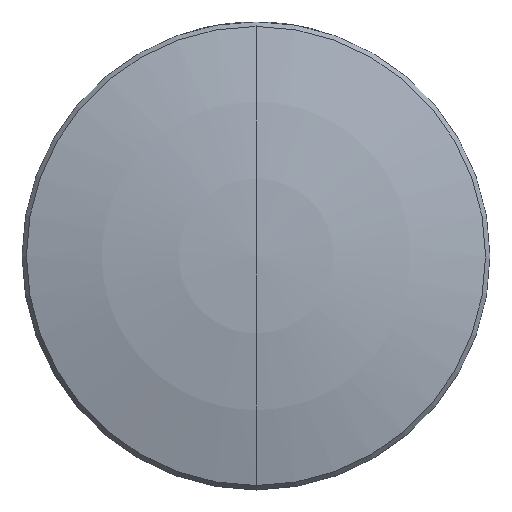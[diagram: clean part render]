
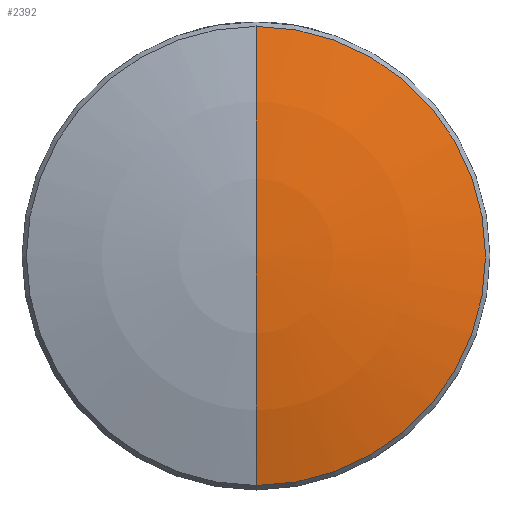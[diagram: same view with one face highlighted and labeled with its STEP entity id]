
A CAD part, top view. The second image highlights one B-rep face of the part: STEP entity #2392.
In plain terms, the highlighted toroidal (fillet/blend) face has major radius 0.028 mm and minor radius 46 mm.
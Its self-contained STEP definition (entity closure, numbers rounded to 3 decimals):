
#26 = CARTESIAN_POINT ( 'NONE',  ( 0., -0.027, -42.22 ) ) ;
#128 = EDGE_CURVE ( 'NONE', #997, #1726, #766, .T. ) ;
#146 = EDGE_CURVE ( 'NONE', #2963, #997, #648, .T. ) ;
#193 = TOROIDAL_SURFACE ( 'NONE', #1822, 0.027, 46. ) ;
#209 = AXIS2_PLACEMENT_3D ( 'NONE', #26, #1619, #262 ) ;
#262 = DIRECTION ( 'NONE',  ( 0., 1., 0. ) ) ;
#276 = DIRECTION ( 'NONE',  ( 0., 1., 0. ) ) ;
#372 = FACE_OUTER_BOUND ( 'NONE', #537, .T. ) ;
#395 = DIRECTION ( 'NONE',  ( 0., 0., -1. ) ) ;
#537 = EDGE_LOOP ( 'NONE', ( #577, #1652, #685 ) ) ;
#568 = AXIS2_PLACEMENT_3D ( 'NONE', #1262, #2876, #1955 ) ;
#570 = CIRCLE ( 'NONE', #568, 46. ) ;
#577 = ORIENTED_EDGE ( 'NONE', *, *, #2650, .F. ) ;
#648 = CIRCLE ( 'NONE', #209, 46. ) ;
#685 = ORIENTED_EDGE ( 'NONE', *, *, #128, .T. ) ;
#766 = CIRCLE ( 'NONE', #2995, 12.46 ) ;
#851 = DIRECTION ( 'NONE',  ( 0., 1., 0. ) ) ;
#997 = VERTEX_POINT ( 'NONE', #1879 ) ;
#1167 = CARTESIAN_POINT ( 'NONE',  ( 0., 0., 2.068 ) ) ;
#1262 = CARTESIAN_POINT ( 'NONE',  ( 0., 0.027, -42.22 ) ) ;
#1573 = CARTESIAN_POINT ( 'NONE',  ( 0., 0., -42.22 ) ) ;
#1619 = DIRECTION ( 'NONE',  ( 1., 0., 0. ) ) ;
#1652 = ORIENTED_EDGE ( 'NONE', *, *, #146, .T. ) ;
#1655 = DIRECTION ( 'NONE',  ( 0., 0., 1. ) ) ;
#1726 = VERTEX_POINT ( 'NONE', #2019 ) ;
#1822 = AXIS2_PLACEMENT_3D ( 'NONE', #1573, #395, #851 ) ;
#1879 = CARTESIAN_POINT ( 'NONE',  ( 0., -12.46, 2.068 ) ) ;
#1955 = DIRECTION ( 'NONE',  ( 0., 0., 1. ) ) ;
#2019 = CARTESIAN_POINT ( 'NONE',  ( 0., 12.46, 2.068 ) ) ;
#2333 = CARTESIAN_POINT ( 'NONE',  ( 0., 0., 3.78 ) ) ;
#2392 = ADVANCED_FACE ( 'NONE', ( #372 ), #193, .T. ) ;
#2650 = EDGE_CURVE ( 'NONE', #2963, #1726, #570, .T. ) ;
#2876 = DIRECTION ( 'NONE',  ( -1., 0., 0. ) ) ;
#2963 = VERTEX_POINT ( 'NONE', #2333 ) ;
#2995 = AXIS2_PLACEMENT_3D ( 'NONE', #1167, #1655, #276 ) ;
